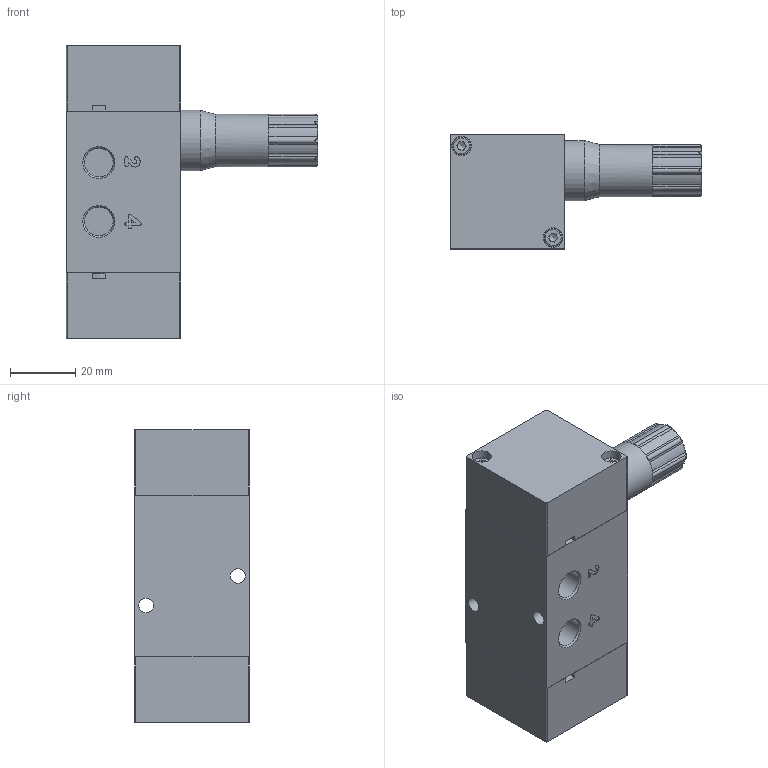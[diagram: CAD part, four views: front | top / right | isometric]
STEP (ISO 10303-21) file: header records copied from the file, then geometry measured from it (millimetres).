
FILE_DESCRIPTION(/* description */ (''),/* implementation_level */ '2;1');
FILE_NAME(/* name */ 'vz_18_513_b.stp',/* time_stamp */ '2017-03-02T10:40:27+01:00',/* author */ ('leitheußer'),/* organization */ (''),/* preprocessor_version */ 'ST-DEVELOPER v15.6',/* originating_system */ 'Autodesk Inventor LT ',/* authorisation */ '');
FILE_SCHEMA (('AUTOMOTIVE_DESIGN { 1 0 10303 214 3 1 1 }'));
Length unit declared in the file: millimetre
Products named in the file (1): 00_074_4
Bounding box: 77 x 35 x 89.5 mm (x, y, z)
Volume: 111248.1 mm3; surface area: 28678.6 mm2
Topology: 14 solids, 14 shells, 755 faces, 2083 edges, 1373 vertices
Faces by surface type: cone 313, cylinder 259, plane 167, torus 10, sphere 6
Full cylindrical faces by diameter (mm): 2.8 x6, 3 x156, 4.5 x2, 5.5 x4, 6 x4, 8.8 x6, 10.2 x2, 10.8 x1, 13.25 x1, 14.2 x2, 16 x1, 18.5 x1
Entity records: 17816 total; most frequent: DIRECTION 3287, CARTESIAN_POINT 3115, ORIENTED_EDGE 2192, AXIS2_PLACEMENT_3D 1467, EDGE_LOOP 1307, EDGE_CURVE 1096, VERTEX_POINT 911, FACE_OUTER_BOUND 755
